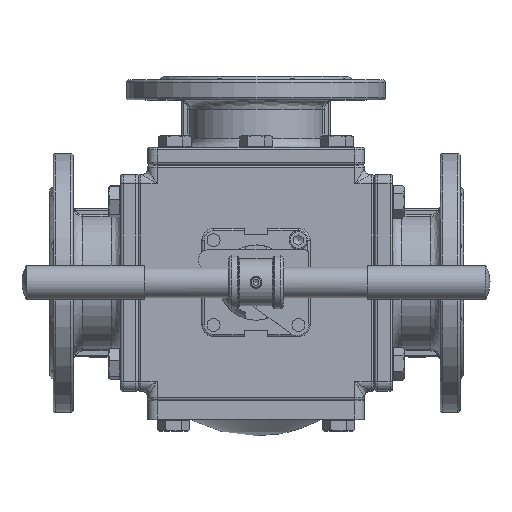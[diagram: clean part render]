
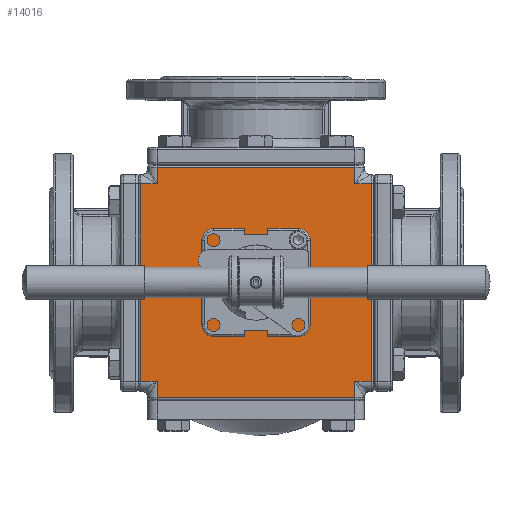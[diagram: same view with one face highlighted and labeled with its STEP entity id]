
A CAD part, top view. The second image highlights one B-rep face of the part: STEP entity #14016.
In plain terms, the highlighted planar face has unit normal (0, 0, 1).
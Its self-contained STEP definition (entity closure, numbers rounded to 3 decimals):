
#10913=CARTESIAN_POINT('',(84.0,-98.0,92.));
#10914=VERTEX_POINT('',#10913);
#10930=CARTESIAN_POINT('',(84.,-84.,92.));
#10931=VERTEX_POINT('',#10930);
#10939=CARTESIAN_POINT('',(84.0,-98.0,92.));
#10940=DIRECTION('',(0.0,1.0,0.0));
#10941=VECTOR('',#10940,14.);
#10942=LINE('',#10939,#10941);
#10943=EDGE_CURVE('',#10914,#10931,#10942,.T.);
#11024=CARTESIAN_POINT('',(-84.0,98.0,92.));
#11025=VERTEX_POINT('',#11024);
#11034=CARTESIAN_POINT('',(-84.,84.,92.));
#11035=VERTEX_POINT('',#11034);
#11043=CARTESIAN_POINT('',(-84.0,98.0,92.));
#11044=DIRECTION('',(0.0,-1.0,0.0));
#11045=VECTOR('',#11044,14.);
#11046=LINE('',#11043,#11045);
#11047=EDGE_CURVE('',#11025,#11035,#11046,.T.);
#11698=CARTESIAN_POINT('',(-98.,-84.,92.));
#11699=VERTEX_POINT('',#11698);
#11715=CARTESIAN_POINT('',(-84.,-84.,92.));
#11716=VERTEX_POINT('',#11715);
#11724=CARTESIAN_POINT('',(-84.,-84.,92.));
#11725=DIRECTION('',(-1.0,0.0,0.0));
#11726=VECTOR('',#11725,14.);
#11727=LINE('',#11724,#11726);
#11728=EDGE_CURVE('',#11716,#11699,#11727,.T.);
#11953=CARTESIAN_POINT('',(98.,84.,92.));
#11954=VERTEX_POINT('',#11953);
#11970=CARTESIAN_POINT('',(84.,84.,92.));
#11971=VERTEX_POINT('',#11970);
#11979=CARTESIAN_POINT('',(98.,84.,92.));
#11980=DIRECTION('',(-1.0,0.0,0.0));
#11981=VECTOR('',#11980,14.0);
#11982=LINE('',#11979,#11981);
#11983=EDGE_CURVE('',#11954,#11971,#11982,.T.);
#12206=CARTESIAN_POINT('',(-84.0,-98.0,92.));
#12207=VERTEX_POINT('',#12206);
#12217=CARTESIAN_POINT('',(-84.0,-84.,92.));
#12218=DIRECTION('',(0.0,-1.0,0.0));
#12219=VECTOR('',#12218,14.);
#12220=LINE('',#12217,#12219);
#12221=EDGE_CURVE('',#11716,#12207,#12220,.T.);
#12478=CARTESIAN_POINT('',(84.0,-98.0,92.));
#12479=DIRECTION('',(-1.0,0.0,0.0));
#12480=VECTOR('',#12479,168.0);
#12481=LINE('',#12478,#12480);
#12482=EDGE_CURVE('',#10914,#12207,#12481,.T.);
#12509=CARTESIAN_POINT('',(98.,-84.,92.));
#12510=VERTEX_POINT('',#12509);
#12520=CARTESIAN_POINT('',(98.,-84.,92.));
#12521=DIRECTION('',(-1.0,0.0,0.0));
#12522=VECTOR('',#12521,14.);
#12523=LINE('',#12520,#12522);
#12524=EDGE_CURVE('',#12510,#10931,#12523,.T.);
#12748=CARTESIAN_POINT('',(98.,84.,92.));
#12749=DIRECTION('',(0.0,-1.0,0.0));
#12750=VECTOR('',#12749,168.);
#12751=LINE('',#12748,#12750);
#12752=EDGE_CURVE('',#11954,#12510,#12751,.T.);
#12812=CARTESIAN_POINT('',(84.0,98.0,92.));
#12813=VERTEX_POINT('',#12812);
#12823=CARTESIAN_POINT('',(84.0,84.,92.));
#12824=DIRECTION('',(0.0,1.0,0.0));
#12825=VECTOR('',#12824,14.);
#12826=LINE('',#12823,#12825);
#12827=EDGE_CURVE('',#11971,#12813,#12826,.T.);
#13051=CARTESIAN_POINT('',(-84.,98.0,92.));
#13052=DIRECTION('',(1.0,0.0,0.0));
#13053=VECTOR('',#13052,168.0);
#13054=LINE('',#13051,#13053);
#13055=EDGE_CURVE('',#11025,#12813,#13054,.T.);
#13115=CARTESIAN_POINT('',(-98.,84.,92.));
#13116=VERTEX_POINT('',#13115);
#13126=CARTESIAN_POINT('',(-84.,84.,92.));
#13127=DIRECTION('',(-1.0,0.0,0.0));
#13128=VECTOR('',#13127,14.0);
#13129=LINE('',#13126,#13128);
#13130=EDGE_CURVE('',#11035,#13116,#13129,.T.);
#13354=CARTESIAN_POINT('',(-98.,-84.,92.));
#13355=DIRECTION('',(0.0,1.0,0.0));
#13356=VECTOR('',#13355,168.);
#13357=LINE('',#13354,#13356);
#13358=EDGE_CURVE('',#11699,#13116,#13357,.T.);
#13986=CARTESIAN_POINT('',(84.0,0.0,92.));
#13987=DIRECTION('',(0.0,0.0,1.0));
#13988=DIRECTION('',(1.0,0.0,0.0));
#13989=AXIS2_PLACEMENT_3D('',#13986,#13987,#13988);
#13990=PLANE('',#13989);
#13991=ORIENTED_EDGE('',*,*,#13358,.F.);
#13992=ORIENTED_EDGE('',*,*,#11728,.F.);
#13993=ORIENTED_EDGE('',*,*,#12221,.T.);
#13994=ORIENTED_EDGE('',*,*,#12482,.F.);
#13995=ORIENTED_EDGE('',*,*,#10943,.T.);
#13996=ORIENTED_EDGE('',*,*,#12524,.F.);
#13997=ORIENTED_EDGE('',*,*,#12752,.F.);
#13998=ORIENTED_EDGE('',*,*,#11983,.T.);
#13999=ORIENTED_EDGE('',*,*,#12827,.T.);
#14000=ORIENTED_EDGE('',*,*,#13055,.F.);
#14001=ORIENTED_EDGE('',*,*,#11047,.T.);
#14002=ORIENTED_EDGE('',*,*,#13130,.T.);
#14003=EDGE_LOOP('',(#13991,#13992,#13993,#13994,#13995,#13996,#13997,#13998,#13999,#14000,#14001,#14002));
#14004=FACE_OUTER_BOUND('',#14003,.T.);
#14005=CARTESIAN_POINT('',(36.75,0.,92.));
#14006=VERTEX_POINT('',#14005);
#14007=CARTESIAN_POINT('',(0.0,0.0,92.));
#14008=DIRECTION('',(0.0,0.0,1.0));
#14009=DIRECTION('',(-1.0,0.0,0.0));
#14010=AXIS2_PLACEMENT_3D('',#14007,#14008,#14009);
#14011=CIRCLE('',#14010,36.75);
#14012=EDGE_CURVE('',#14006,#14006,#14011,.T.);
#14013=ORIENTED_EDGE('',*,*,#14012,.F.);
#14014=EDGE_LOOP('',(#14013));
#14015=FACE_BOUND('',#14014,.T.);
#14016=ADVANCED_FACE('',(#14004,#14015),#13990,.T.);
